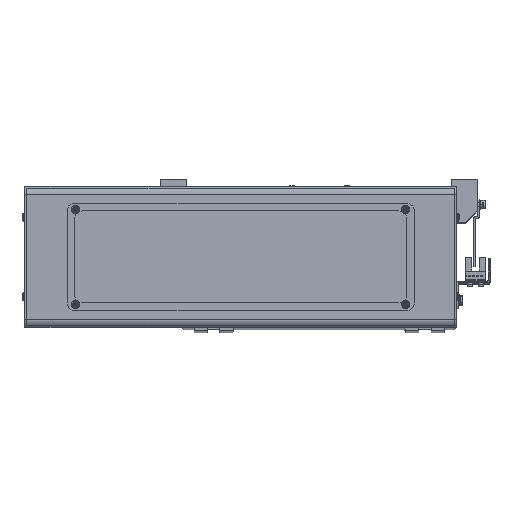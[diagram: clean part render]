
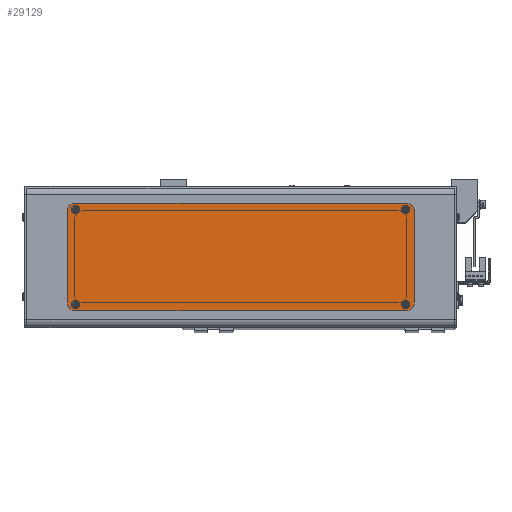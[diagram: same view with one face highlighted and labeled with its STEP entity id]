
A CAD part, top view. The second image highlights one B-rep face of the part: STEP entity #29129.
In plain terms, the highlighted planar face has unit normal (0, 0, 1).
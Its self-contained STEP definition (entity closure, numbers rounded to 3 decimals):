
#591 = VERTEX_POINT ( 'NONE', #20304 ) ;
#906 = EDGE_CURVE ( 'NONE', #6803, #54041, #22425, .T. ) ;
#1178 = ORIENTED_EDGE ( 'NONE', *, *, #72834, .T. ) ;
#1800 = ORIENTED_EDGE ( 'NONE', *, *, #906, .T. ) ;
#2005 = EDGE_CURVE ( 'NONE', #68560, #9462, #60021, .T. ) ;
#3325 = FACE_BOUND ( 'NONE', #8519, .T. ) ;
#3334 = DIRECTION ( 'NONE',  ( 1., 0., 0. ) ) ;
#4885 = AXIS2_PLACEMENT_3D ( 'NONE', #20638, #19272, #20483 ) ;
#6803 = VERTEX_POINT ( 'NONE', #46566 ) ;
#7028 = CARTESIAN_POINT ( 'NONE',  ( 108.25, 35., 2. ) ) ;
#7525 = AXIS2_PLACEMENT_3D ( 'NONE', #51617, #17778, #57203 ) ;
#7591 = DIRECTION ( 'NONE',  ( 1., 0., 0. ) ) ;
#8174 = DIRECTION ( 'NONE',  ( 1., 0., 0. ) ) ;
#8180 = EDGE_CURVE ( 'NONE', #37091, #57699, #24553, .T. ) ;
#8234 = ORIENTED_EDGE ( 'NONE', *, *, #8180, .F. ) ;
#8245 = DIRECTION ( 'NONE',  ( 0., 0., 1. ) ) ;
#8257 = CARTESIAN_POINT ( 'NONE',  ( 108.25, -30., 2. ) ) ;
#8360 = CIRCLE ( 'NONE', #11987, 1.7 ) ;
#8387 = AXIS2_PLACEMENT_3D ( 'NONE', #32757, #71811, #38489 ) ;
#8519 = EDGE_LOOP ( 'NONE', ( #29011, #36119 ) ) ;
#9462 = VERTEX_POINT ( 'NONE', #15845 ) ;
#9777 = CARTESIAN_POINT ( 'NONE',  ( 108.25, 30., 2. ) ) ;
#10585 = DIRECTION ( 'NONE',  ( 0., 0., 1. ) ) ;
#11186 = CIRCLE ( 'NONE', #18667, 1.7 ) ;
#11987 = AXIS2_PLACEMENT_3D ( 'NONE', #70725, #37359, #3334 ) ;
#12082 = ORIENTED_EDGE ( 'NONE', *, *, #39883, .T. ) ;
#12451 = CARTESIAN_POINT ( 'NONE',  ( -108.25, 30., 2. ) ) ;
#12915 = VECTOR ( 'NONE', #72362, 1000. ) ;
#13143 = ORIENTED_EDGE ( 'NONE', *, *, #64608, .F. ) ;
#14132 = EDGE_LOOP ( 'NONE', ( #12082, #56436, #53092, #34360, #1800, #1178, #22496, #27072 ) ) ;
#14445 = CIRCLE ( 'NONE', #55287, 5. ) ;
#14686 = LINE ( 'NONE', #55574, #12915 ) ;
#15323 = CARTESIAN_POINT ( 'NONE',  ( -108.25, 35., 2. ) ) ;
#15506 = DIRECTION ( 'NONE',  ( 1., 0., 0. ) ) ;
#15845 = CARTESIAN_POINT ( 'NONE',  ( -113.25, -30., 2. ) ) ;
#16644 = FACE_BOUND ( 'NONE', #68294, .T. ) ;
#17778 = DIRECTION ( 'NONE',  ( 0., 0., 1. ) ) ;
#18145 = DIRECTION ( 'NONE',  ( 1., 0., 0. ) ) ;
#18151 = CARTESIAN_POINT ( 'NONE',  ( 107.75, 31., 2. ) ) ;
#18667 = AXIS2_PLACEMENT_3D ( 'NONE', #54293, #20512, #59850 ) ;
#19272 = DIRECTION ( 'NONE',  ( 0., 0., 1. ) ) ;
#19445 = CARTESIAN_POINT ( 'NONE',  ( 109.45, -31., 2. ) ) ;
#20304 = CARTESIAN_POINT ( 'NONE',  ( 106.05, 31., 2. ) ) ;
#20483 = DIRECTION ( 'NONE',  ( 1., 0., 0. ) ) ;
#20512 = DIRECTION ( 'NONE',  ( 0., 0., 1. ) ) ;
#20638 = CARTESIAN_POINT ( 'NONE',  ( -107.75, 31., 2. ) ) ;
#21235 = AXIS2_PLACEMENT_3D ( 'NONE', #18151, #57552, #23888 ) ;
#21797 = AXIS2_PLACEMENT_3D ( 'NONE', #32235, #71272, #37941 ) ;
#21972 = VERTEX_POINT ( 'NONE', #34294 ) ;
#22425 = CIRCLE ( 'NONE', #40712, 5. ) ;
#22496 = ORIENTED_EDGE ( 'NONE', *, *, #37050, .T. ) ;
#23304 = EDGE_LOOP ( 'NONE', ( #57259, #28934 ) ) ;
#23888 = DIRECTION ( 'NONE',  ( 1., 0., 0. ) ) ;
#24376 = EDGE_CURVE ( 'NONE', #26116, #45509, #8360, .T. ) ;
#24553 = CIRCLE ( 'NONE', #4885, 1.7 ) ;
#26116 = VERTEX_POINT ( 'NONE', #36887 ) ;
#26589 = VERTEX_POINT ( 'NONE', #7028 ) ;
#26927 = EDGE_CURVE ( 'NONE', #33726, #51402, #42616, .T. ) ;
#27072 = ORIENTED_EDGE ( 'NONE', *, *, #61075, .T. ) ;
#27797 = VERTEX_POINT ( 'NONE', #40316 ) ;
#28115 = CARTESIAN_POINT ( 'NONE',  ( -107.75, -31., 2. ) ) ;
#28194 = CARTESIAN_POINT ( 'NONE',  ( -106.05, -31., 2. ) ) ;
#28934 = ORIENTED_EDGE ( 'NONE', *, *, #51888, .F. ) ;
#29011 = ORIENTED_EDGE ( 'NONE', *, *, #26927, .F. ) ;
#29129 = ADVANCED_FACE ( 'NONE', ( #3325, #59772, #31784, #33569, #16644 ), #30209, .T. ) ;
#30209 = PLANE ( 'NONE',  #66975 ) ;
#31784 = FACE_OUTER_BOUND ( 'NONE', #14132, .T. ) ;
#32235 = CARTESIAN_POINT ( 'NONE',  ( 107.75, -31., 2. ) ) ;
#32652 = CARTESIAN_POINT ( 'NONE',  ( -106.05, 31., 2. ) ) ;
#32757 = CARTESIAN_POINT ( 'NONE',  ( 107.75, 31., 2. ) ) ;
#33569 = FACE_BOUND ( 'NONE', #23304, .T. ) ;
#33726 = VERTEX_POINT ( 'NONE', #55188 ) ;
#33845 = DIRECTION ( 'NONE',  ( 1., 0., 0. ) ) ;
#34294 = CARTESIAN_POINT ( 'NONE',  ( 109.45, 31., 2. ) ) ;
#34360 = ORIENTED_EDGE ( 'NONE', *, *, #72374, .T. ) ;
#34401 = CARTESIAN_POINT ( 'NONE',  ( 108.25, -35., 2. ) ) ;
#34861 = EDGE_CURVE ( 'NONE', #591, #21972, #54923, .T. ) ;
#35924 = CARTESIAN_POINT ( 'NONE',  ( -108.25, 30., 2. ) ) ;
#36119 = ORIENTED_EDGE ( 'NONE', *, *, #60836, .F. ) ;
#36887 = CARTESIAN_POINT ( 'NONE',  ( -109.45, -31., 2. ) ) ;
#37050 = EDGE_CURVE ( 'NONE', #39900, #26589, #14445, .T. ) ;
#37091 = VERTEX_POINT ( 'NONE', #32652 ) ;
#37359 = DIRECTION ( 'NONE',  ( 0., 0., 1. ) ) ;
#37941 = DIRECTION ( 'NONE',  ( 1., 0., 0. ) ) ;
#38489 = DIRECTION ( 'NONE',  ( 1., 0., 0. ) ) ;
#39883 = EDGE_CURVE ( 'NONE', #57042, #68560, #58227, .T. ) ;
#39900 = VERTEX_POINT ( 'NONE', #57546 ) ;
#39938 = EDGE_LOOP ( 'NONE', ( #59880, #8234 ) ) ;
#40100 = CARTESIAN_POINT ( 'NONE',  ( 113.25, -30., 2. ) ) ;
#40316 = CARTESIAN_POINT ( 'NONE',  ( -108.25, -35., 2. ) ) ;
#40712 = AXIS2_PLACEMENT_3D ( 'NONE', #8257, #8245, #8174 ) ;
#40798 = CIRCLE ( 'NONE', #66825, 1.7 ) ;
#42616 = CIRCLE ( 'NONE', #21797, 1.7 ) ;
#42756 = CIRCLE ( 'NONE', #21235, 1.7 ) ;
#43047 = DIRECTION ( 'NONE',  ( -1., 0., 0. ) ) ;
#44119 = CIRCLE ( 'NONE', #67254, 5. ) ;
#44569 = CARTESIAN_POINT ( 'NONE',  ( -108.25, -30., 2. ) ) ;
#44944 = VECTOR ( 'NONE', #45726, 1000. ) ;
#45104 = EDGE_CURVE ( 'NONE', #57699, #37091, #70532, .T. ) ;
#45509 = VERTEX_POINT ( 'NONE', #28194 ) ;
#45726 = DIRECTION ( 'NONE',  ( 1., 0., 0. ) ) ;
#46566 = CARTESIAN_POINT ( 'NONE',  ( 108.25, -35., 2. ) ) ;
#47465 = ORIENTED_EDGE ( 'NONE', *, *, #24376, .F. ) ;
#49369 = DIRECTION ( 'NONE',  ( 0., 0., 1. ) ) ;
#50147 = DIRECTION ( 'NONE',  ( 1., 0., 0. ) ) ;
#51402 = VERTEX_POINT ( 'NONE', #19445 ) ;
#51617 = CARTESIAN_POINT ( 'NONE',  ( -107.75, 31., 2. ) ) ;
#51888 = EDGE_CURVE ( 'NONE', #21972, #591, #42756, .T. ) ;
#51964 = DIRECTION ( 'NONE',  ( 0., 0., 1. ) ) ;
#53092 = ORIENTED_EDGE ( 'NONE', *, *, #55390, .T. ) ;
#53614 = AXIS2_PLACEMENT_3D ( 'NONE', #12451, #51964, #18145 ) ;
#54041 = VERTEX_POINT ( 'NONE', #40100 ) ;
#54293 = CARTESIAN_POINT ( 'NONE',  ( 107.75, -31., 2. ) ) ;
#54923 = CIRCLE ( 'NONE', #8387, 1.7 ) ;
#55188 = CARTESIAN_POINT ( 'NONE',  ( 106.05, -31., 2. ) ) ;
#55252 = VECTOR ( 'NONE', #43047, 1000. ) ;
#55287 = AXIS2_PLACEMENT_3D ( 'NONE', #9777, #49369, #15506 ) ;
#55390 = EDGE_CURVE ( 'NONE', #9462, #27797, #44119, .T. ) ;
#55574 = CARTESIAN_POINT ( 'NONE',  ( 113.25, 30., 2. ) ) ;
#56436 = ORIENTED_EDGE ( 'NONE', *, *, #2005, .T. ) ;
#57042 = VERTEX_POINT ( 'NONE', #15323 ) ;
#57203 = DIRECTION ( 'NONE',  ( 1., 0., 0. ) ) ;
#57259 = ORIENTED_EDGE ( 'NONE', *, *, #34861, .F. ) ;
#57546 = CARTESIAN_POINT ( 'NONE',  ( 113.25, 30., 2. ) ) ;
#57552 = DIRECTION ( 'NONE',  ( 0., 0., 1. ) ) ;
#57699 = VERTEX_POINT ( 'NONE', #71688 ) ;
#58134 = DIRECTION ( 'NONE',  ( 0., 0., 1. ) ) ;
#58227 = CIRCLE ( 'NONE', #53614, 5. ) ;
#59674 = LINE ( 'NONE', #34401, #44944 ) ;
#59772 = FACE_BOUND ( 'NONE', #39938, .T. ) ;
#59850 = DIRECTION ( 'NONE',  ( 1., 0., 0. ) ) ;
#59880 = ORIENTED_EDGE ( 'NONE', *, *, #45104, .F. ) ;
#60021 = LINE ( 'NONE', #64250, #71326 ) ;
#60805 = CARTESIAN_POINT ( 'NONE',  ( -113.25, 30., 2. ) ) ;
#60836 = EDGE_CURVE ( 'NONE', #51402, #33726, #11186, .T. ) ;
#61075 = EDGE_CURVE ( 'NONE', #26589, #57042, #70033, .T. ) ;
#64250 = CARTESIAN_POINT ( 'NONE',  ( -113.25, -30., 2. ) ) ;
#64441 = DIRECTION ( 'NONE',  ( 0., -1., 0. ) ) ;
#64608 = EDGE_CURVE ( 'NONE', #45509, #26116, #40798, .T. ) ;
#65132 = CARTESIAN_POINT ( 'NONE',  ( -108.25, 35., 2. ) ) ;
#66825 = AXIS2_PLACEMENT_3D ( 'NONE', #28115, #67255, #33845 ) ;
#66975 = AXIS2_PLACEMENT_3D ( 'NONE', #35924, #58134, #7591 ) ;
#67254 = AXIS2_PLACEMENT_3D ( 'NONE', #44569, #10585, #50147 ) ;
#67255 = DIRECTION ( 'NONE',  ( 0., 0., 1. ) ) ;
#68294 = EDGE_LOOP ( 'NONE', ( #47465, #13143 ) ) ;
#68560 = VERTEX_POINT ( 'NONE', #60805 ) ;
#70033 = LINE ( 'NONE', #65132, #55252 ) ;
#70532 = CIRCLE ( 'NONE', #7525, 1.7 ) ;
#70725 = CARTESIAN_POINT ( 'NONE',  ( -107.75, -31., 2. ) ) ;
#71272 = DIRECTION ( 'NONE',  ( 0., 0., 1. ) ) ;
#71326 = VECTOR ( 'NONE', #64441, 1000. ) ;
#71688 = CARTESIAN_POINT ( 'NONE',  ( -109.45, 31., 2. ) ) ;
#71811 = DIRECTION ( 'NONE',  ( 0., 0., 1. ) ) ;
#72362 = DIRECTION ( 'NONE',  ( 0., 1., 0. ) ) ;
#72374 = EDGE_CURVE ( 'NONE', #27797, #6803, #59674, .T. ) ;
#72834 = EDGE_CURVE ( 'NONE', #54041, #39900, #14686, .T. ) ;
